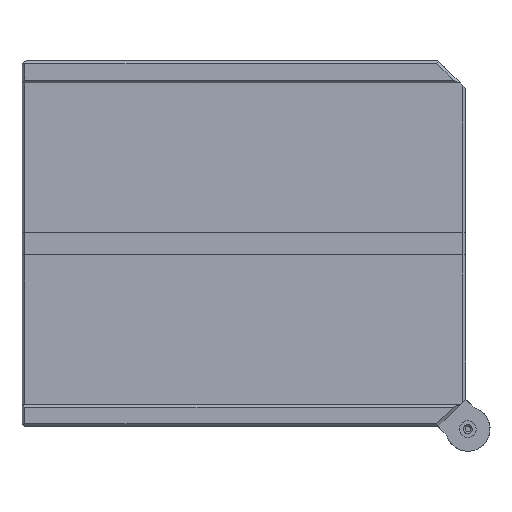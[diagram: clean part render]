
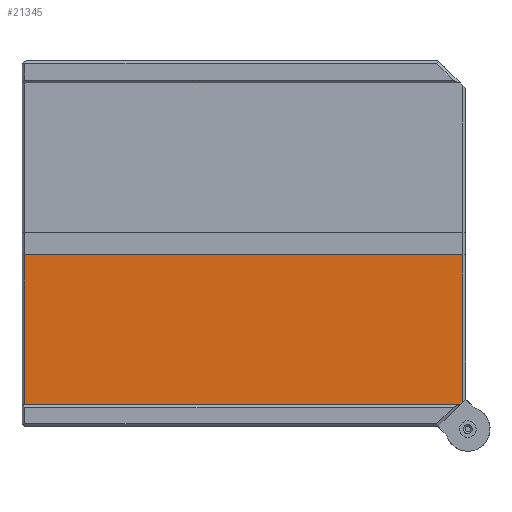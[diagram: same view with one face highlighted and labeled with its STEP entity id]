
A CAD part, front view. The second image highlights one B-rep face of the part: STEP entity #21345.
In plain terms, the highlighted planar face has unit normal (0, -1, 0).
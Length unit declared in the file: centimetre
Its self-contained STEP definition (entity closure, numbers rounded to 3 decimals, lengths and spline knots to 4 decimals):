
#2040 = DIRECTION ( 'NONE',  ( 0., 0., 1. ) ) ;
#2122 = DIRECTION ( 'NONE',  ( 0., 1., 0. ) ) ;
#2285 = CARTESIAN_POINT ( 'NONE',  ( -4., 0.1, -2.9 ) ) ;
#2358 = PLANE ( 'NONE',  #4144 ) ;
#3881 = LINE ( 'NONE', #8316, #3945 ) ;
#3945 = VECTOR ( 'NONE', #8267, 100. ) ;
#3964 = CARTESIAN_POINT ( 'NONE',  ( 3.95, 0.1, -0.2 ) ) ;
#4144 = AXIS2_PLACEMENT_3D ( 'NONE', #2285, #2122, #2040 ) ;
#4853 = CARTESIAN_POINT ( 'NONE',  ( -3.95, 0.1, -2.9 ) ) ;
#5107 = ORIENTED_EDGE ( 'NONE', *, *, #19805, .T. ) ;
#5772 = DIRECTION ( 'NONE',  ( 0., 0., -1. ) ) ;
#5817 = LINE ( 'NONE', #4853, #6136 ) ;
#6136 = VECTOR ( 'NONE', #5772, 100. ) ;
#8267 = DIRECTION ( 'NONE',  ( 1., 0., 0. ) ) ;
#8316 = CARTESIAN_POINT ( 'NONE',  ( -4., 0.1, -2.9 ) ) ;
#8445 = VECTOR ( 'NONE', #20806, 100. ) ;
#8748 = EDGE_LOOP ( 'NONE', ( #16086, #16170, #16274, #16302, #5107 ) ) ;
#8753 = VECTOR ( 'NONE', #13255, 100. ) ;
#8782 = LINE ( 'NONE', #16793, #8445 ) ;
#8934 = LINE ( 'NONE', #13335, #8753 ) ;
#9229 = DIRECTION ( 'NONE',  ( 0., 0., 1. ) ) ;
#9237 = CARTESIAN_POINT ( 'NONE',  ( 3.95, 0.1, -2.9 ) ) ;
#9515 = FACE_OUTER_BOUND ( 'NONE', #8748, .T. ) ;
#10068 = VERTEX_POINT ( 'NONE', #18565 ) ;
#11278 = VERTEX_POINT ( 'NONE', #17644 ) ;
#13051 = CARTESIAN_POINT ( 'NONE',  ( 3.95, 0.1, -2.85 ) ) ;
#13092 = VERTEX_POINT ( 'NONE', #22055 ) ;
#13255 = DIRECTION ( 'NONE',  ( 1., 0., 0. ) ) ;
#13335 = CARTESIAN_POINT ( 'NONE',  ( -4., 0.1, -0.2 ) ) ;
#14762 = VECTOR ( 'NONE', #9229, 100. ) ;
#15007 = EDGE_CURVE ( 'NONE', #11278, #15860, #8934, .T. ) ;
#15455 = LINE ( 'NONE', #9237, #14762 ) ;
#15860 = VERTEX_POINT ( 'NONE', #3964 ) ;
#16086 = ORIENTED_EDGE ( 'NONE', *, *, #21414, .F. ) ;
#16170 = ORIENTED_EDGE ( 'NONE', *, *, #22491, .T. ) ;
#16274 = ORIENTED_EDGE ( 'NONE', *, *, #15007, .F. ) ;
#16302 = ORIENTED_EDGE ( 'NONE', *, *, #22760, .T. ) ;
#16793 = CARTESIAN_POINT ( 'NONE',  ( 3.5, 0.1, -3.3 ) ) ;
#17558 = VERTEX_POINT ( 'NONE', #13051 ) ;
#17644 = CARTESIAN_POINT ( 'NONE',  ( -3.95, 0.1, -0.2 ) ) ;
#18565 = CARTESIAN_POINT ( 'NONE',  ( 3.9, 0.1, -2.9 ) ) ;
#19805 = EDGE_CURVE ( 'NONE', #13092, #10068, #3881, .T. ) ;
#20806 = DIRECTION ( 'NONE',  ( -0.707, 0., -0.707 ) ) ;
#21345 = ADVANCED_FACE ( 'NONE', ( #9515 ), #2358, .F. ) ;
#21414 = EDGE_CURVE ( 'NONE', #17558, #10068, #8782, .T. ) ;
#22055 = CARTESIAN_POINT ( 'NONE',  ( -3.95, 0.1, -2.9 ) ) ;
#22491 = EDGE_CURVE ( 'NONE', #17558, #15860, #15455, .T. ) ;
#22760 = EDGE_CURVE ( 'NONE', #11278, #13092, #5817, .T. ) ;
